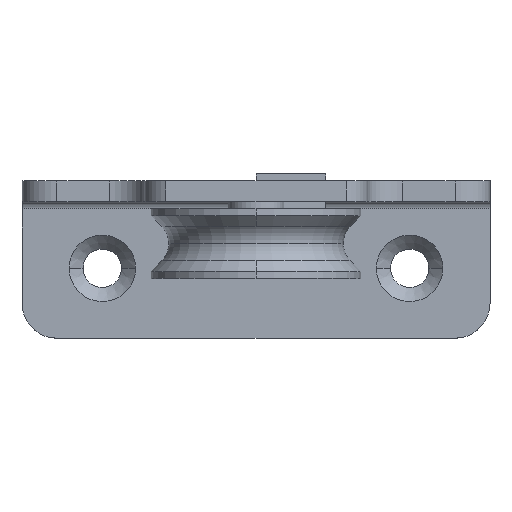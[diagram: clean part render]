
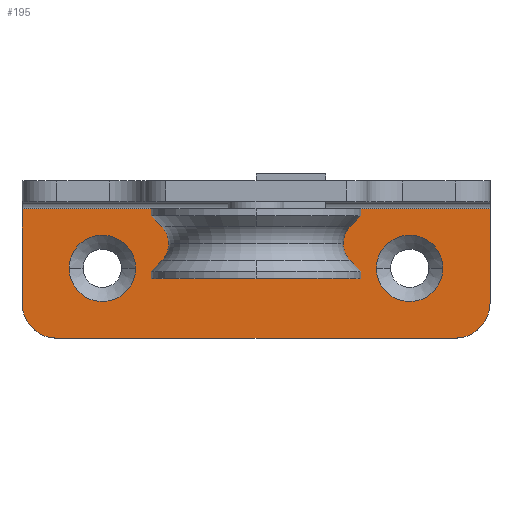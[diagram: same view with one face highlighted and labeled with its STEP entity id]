
A CAD part, top view. The second image highlights one B-rep face of the part: STEP entity #195.
In plain terms, the highlighted planar face has unit normal (0, 0, 1).
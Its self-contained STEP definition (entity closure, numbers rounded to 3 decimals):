
#195=ADVANCED_FACE('',(#421,#422,#423),#424,.T.);
#421=FACE_BOUND('',#687,.T.);
#422=FACE_BOUND('',#688,.T.);
#423=FACE_OUTER_BOUND('',#689,.T.);
#424=PLANE('',#690);
#687=EDGE_LOOP('',(#1207,#1208));
#688=EDGE_LOOP('',(#1209,#1210));
#689=EDGE_LOOP('',(#1211,#1212,#1213,#1214,#1215,#1216));
#690=AXIS2_PLACEMENT_3D('',#1217,#1218,#1219);
#1207=ORIENTED_EDGE('',*,*,#1749,.T.);
#1208=ORIENTED_EDGE('',*,*,#1655,.T.);
#1209=ORIENTED_EDGE('',*,*,#1754,.T.);
#1210=ORIENTED_EDGE('',*,*,#1646,.T.);
#1211=ORIENTED_EDGE('',*,*,#1758,.T.);
#1212=ORIENTED_EDGE('',*,*,#1772,.F.);
#1213=ORIENTED_EDGE('',*,*,#1763,.T.);
#1214=ORIENTED_EDGE('',*,*,#1773,.F.);
#1215=ORIENTED_EDGE('',*,*,#1774,.T.);
#1216=ORIENTED_EDGE('',*,*,#1767,.T.);
#1217=CARTESIAN_POINT('',(33.5,-11.0,-8.0));
#1218=DIRECTION('',(0.0,-0.0,1.0));
#1219=DIRECTION('',(0.0,1.0,0.0));
#1646=EDGE_CURVE('',#1997,#1994,#1998,.T.);
#1655=EDGE_CURVE('',#2012,#2009,#2013,.T.);
#1749=EDGE_CURVE('',#2009,#2012,#2150,.T.);
#1754=EDGE_CURVE('',#1994,#1997,#2155,.T.);
#1758=EDGE_CURVE('',#2162,#2160,#2163,.T.);
#1763=EDGE_CURVE('',#2171,#2169,#2172,.T.);
#1767=EDGE_CURVE('',#2177,#2162,#2178,.T.);
#1772=EDGE_CURVE('',#2171,#2160,#2185,.T.);
#1773=EDGE_CURVE('',#2186,#2169,#2187,.T.);
#1774=EDGE_CURVE('',#2186,#2177,#2188,.T.);
#1994=VERTEX_POINT('',#2471);
#1997=VERTEX_POINT('',#2475);
#1998=CIRCLE('',#2476,4.75);
#2009=VERTEX_POINT('',#2490);
#2012=VERTEX_POINT('',#2494);
#2013=CIRCLE('',#2495,4.75);
#2150=CIRCLE('',#2714,4.75);
#2155=CIRCLE('',#2719,4.75);
#2160=VERTEX_POINT('',#2724);
#2162=VERTEX_POINT('',#2727);
#2163=CIRCLE('',#2728,5.);
#2169=VERTEX_POINT('',#2735);
#2171=VERTEX_POINT('',#2738);
#2172=CIRCLE('',#2739,5.0);
#2177=VERTEX_POINT('',#2746);
#2178=LINE('',#2747,#2748);
#2185=LINE('',#2756,#2757);
#2186=VERTEX_POINT('',#2758);
#2187=LINE('',#2759,#2760);
#2188=LINE('',#2761,#2762);
#2471=CARTESIAN_POINT('',(-17.25,-3.5,-8.0));
#2475=CARTESIAN_POINT('',(-26.75,-3.5,-8.0));
#2476=AXIS2_PLACEMENT_3D('',#3047,#3048,#3049);
#2490=CARTESIAN_POINT('',(26.75,-3.5,-8.0));
#2494=CARTESIAN_POINT('',(17.25,-3.5,-8.0));
#2495=AXIS2_PLACEMENT_3D('',#3060,#3061,#3062);
#2714=AXIS2_PLACEMENT_3D('',#3187,#3188,#3189);
#2719=AXIS2_PLACEMENT_3D('',#3196,#3197,#3198);
#2724=CARTESIAN_POINT('',(-28.5,-13.5,-8.0));
#2727=CARTESIAN_POINT('',(-33.5,-8.5,-8.0));
#2728=AXIS2_PLACEMENT_3D('',#3203,#3204,#3205);
#2735=CARTESIAN_POINT('',(33.5,-8.5,-8.0));
#2738=CARTESIAN_POINT('',(28.5,-13.5,-8.0));
#2739=AXIS2_PLACEMENT_3D('',#3211,#3212,#3213);
#2746=CARTESIAN_POINT('',(-33.5,5.0,-8.0));
#2747=CARTESIAN_POINT('',(-33.5,5.0,-8.0));
#2748=VECTOR('',#3216,1.0);
#2756=CARTESIAN_POINT('',(33.5,-13.5,-8.0));
#2757=VECTOR('',#3224,1.0);
#2758=CARTESIAN_POINT('',(33.5,5.0,-8.0));
#2759=CARTESIAN_POINT('',(33.5,5.0,-8.0));
#2760=VECTOR('',#3225,1.0);
#2761=CARTESIAN_POINT('',(33.5,5.0,-8.0));
#2762=VECTOR('',#3226,1.0);
#3047=CARTESIAN_POINT('',(-22.0,-3.5,-8.0));
#3048=DIRECTION('',(0.0,0.0,-1.0));
#3049=DIRECTION('',(1.0,0.0,0.0));
#3060=CARTESIAN_POINT('',(22.0,-3.5,-8.0));
#3061=DIRECTION('',(0.0,0.0,-1.0));
#3062=DIRECTION('',(1.0,0.0,0.0));
#3187=CARTESIAN_POINT('',(22.0,-3.5,-8.0));
#3188=DIRECTION('',(0.0,0.0,-1.0));
#3189=DIRECTION('',(1.0,0.0,0.0));
#3196=CARTESIAN_POINT('',(-22.0,-3.5,-8.0));
#3197=DIRECTION('',(0.0,0.0,-1.0));
#3198=DIRECTION('',(1.0,0.0,0.0));
#3203=CARTESIAN_POINT('',(-28.5,-8.5,-8.0));
#3204=DIRECTION('',(0.0,0.0,1.0));
#3205=DIRECTION('',(-1.0,0.,0.0));
#3211=CARTESIAN_POINT('',(28.5,-8.5,-8.0));
#3212=DIRECTION('',(0.0,0.0,1.0));
#3213=DIRECTION('',(0.,-1.0,0.0));
#3216=DIRECTION('',(0.0,-1.0,0.0));
#3224=DIRECTION('',(-1.0,0.0,0.0));
#3225=DIRECTION('',(0.0,-1.0,0.0));
#3226=DIRECTION('',(-1.0,0.0,0.0));
